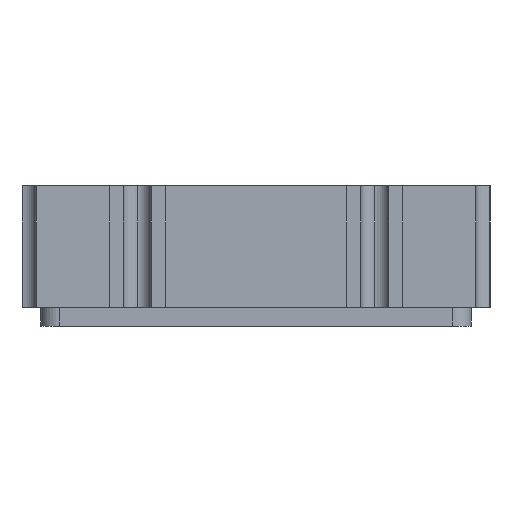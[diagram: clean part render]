
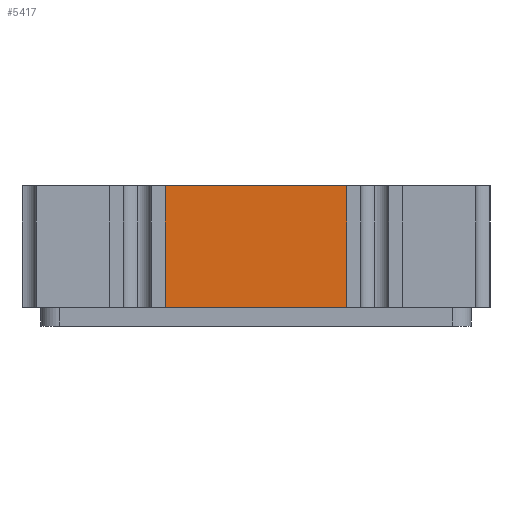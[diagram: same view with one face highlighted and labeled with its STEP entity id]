
A CAD part, left-side view. The second image highlights one B-rep face of the part: STEP entity #5417.
In plain terms, the highlighted planar face has unit normal (-1, 0, 0).
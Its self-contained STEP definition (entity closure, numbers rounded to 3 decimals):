
#392 = DIRECTION ( 'NONE',  ( 0., 0., 1. ) ) ;
#418 = VERTEX_POINT ( 'NONE', #8395 ) ;
#666 = VERTEX_POINT ( 'NONE', #7060 ) ;
#895 = AXIS2_PLACEMENT_3D ( 'NONE', #4823, #972, #6476 ) ;
#972 = DIRECTION ( 'NONE',  ( 1., 0., 0. ) ) ;
#973 = CARTESIAN_POINT ( 'NONE',  ( -3.5, -0.97, 1.5 ) ) ;
#982 = LINE ( 'NONE', #8523, #3157 ) ;
#1170 = VECTOR ( 'NONE', #8048, 1000. ) ;
#1517 = CARTESIAN_POINT ( 'NONE',  ( -3.5, 2.35, 0.2 ) ) ;
#1538 = EDGE_CURVE ( 'NONE', #8764, #6513, #3389, .T. ) ;
#1806 = ORIENTED_EDGE ( 'NONE', *, *, #1538, .T. ) ;
#2651 = LINE ( 'NONE', #5332, #1170 ) ;
#3015 = LINE ( 'NONE', #1517, #5901 ) ;
#3157 = VECTOR ( 'NONE', #392, 1000. ) ;
#3389 = LINE ( 'NONE', #4208, #4883 ) ;
#3634 = EDGE_CURVE ( 'NONE', #8764, #666, #3015, .T. ) ;
#4208 = CARTESIAN_POINT ( 'NONE',  ( -3.5, -0.97, 0.2 ) ) ;
#4279 = DIRECTION ( 'NONE',  ( 0., 1., 0. ) ) ;
#4804 = EDGE_CURVE ( 'NONE', #418, #6513, #2651, .T. ) ;
#4823 = CARTESIAN_POINT ( 'NONE',  ( -3.5, 2.5, 1.5 ) ) ;
#4883 = VECTOR ( 'NONE', #6047, 1000. ) ;
#5256 = ORIENTED_EDGE ( 'NONE', *, *, #3634, .F. ) ;
#5286 = EDGE_CURVE ( 'NONE', #666, #418, #982, .T. ) ;
#5332 = CARTESIAN_POINT ( 'NONE',  ( -3.5, 2.5, 1.5 ) ) ;
#5417 = ADVANCED_FACE ( 'NONE', ( #8246 ), #8332, .F. ) ;
#5901 = VECTOR ( 'NONE', #4279, 1000. ) ;
#6047 = DIRECTION ( 'NONE',  ( 0., 0., 1. ) ) ;
#6476 = DIRECTION ( 'NONE',  ( 0., 1., 0. ) ) ;
#6513 = VERTEX_POINT ( 'NONE', #973 ) ;
#6797 = EDGE_LOOP ( 'NONE', ( #5256, #1806, #7075, #8068 ) ) ;
#7060 = CARTESIAN_POINT ( 'NONE',  ( -3.5, 0.97, 0.2 ) ) ;
#7075 = ORIENTED_EDGE ( 'NONE', *, *, #4804, .F. ) ;
#7212 = CARTESIAN_POINT ( 'NONE',  ( -3.5, -0.97, 0.2 ) ) ;
#8048 = DIRECTION ( 'NONE',  ( 0., -1., 0. ) ) ;
#8068 = ORIENTED_EDGE ( 'NONE', *, *, #5286, .F. ) ;
#8246 = FACE_OUTER_BOUND ( 'NONE', #6797, .T. ) ;
#8332 = PLANE ( 'NONE',  #895 ) ;
#8395 = CARTESIAN_POINT ( 'NONE',  ( -3.5, 0.97, 1.5 ) ) ;
#8523 = CARTESIAN_POINT ( 'NONE',  ( -3.5, 0.97, 0.2 ) ) ;
#8764 = VERTEX_POINT ( 'NONE', #7212 ) ;
